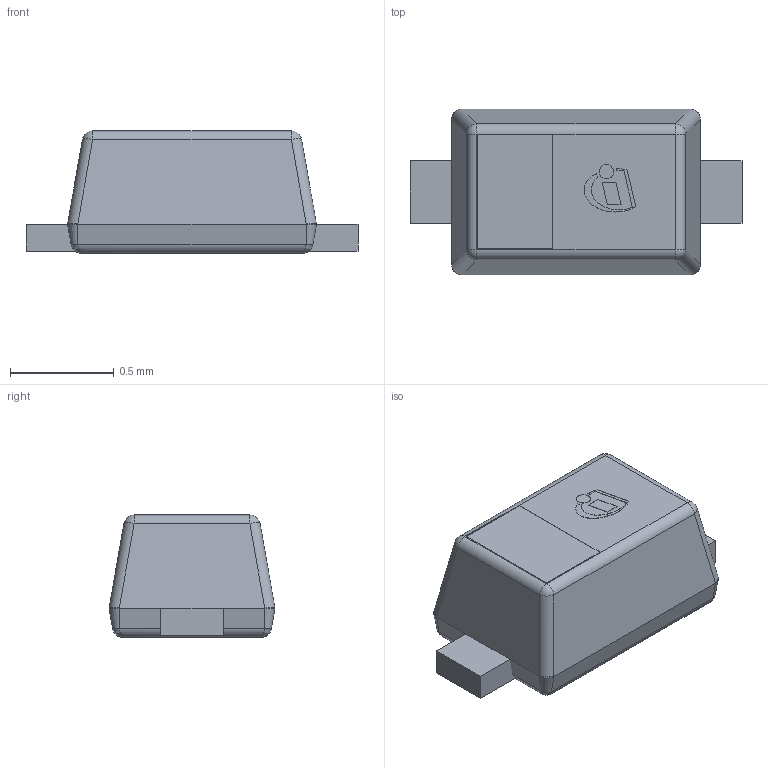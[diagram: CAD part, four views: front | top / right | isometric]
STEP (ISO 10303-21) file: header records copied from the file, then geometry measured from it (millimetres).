
FILE_DESCRIPTION(/* description */ (''),/* implementation_level */ '2;1');
FILE_NAME(/* name */ 'PG-SC79-2-1_Z8B00002529_V04_3D.stp',/* time_stamp */ '2020-06-22T18:18:49+06:00',/* author */ ('janartha'),/* organization */ (''),/* preprocessor_version */ 'ST-DEVELOPER v16.13',/* originating_system */ 'AutoCAD Mechanical',/* authorisation */ '');
FILE_SCHEMA (('AUTOMOTIVE_DESIGN { 1 0 10303 214 3 1 1 }'));
Length unit declared in the file: millimetre
Products named in the file (1): Product
Bounding box: 1.6 x 0.8 x 0.59 mm (x, y, z)
Volume: 0.5 mm3; surface area: 6.7 mm2
Topology: 8 solids, 8 shells, 99 faces, 226 edges, 140 vertices
Faces by surface type: plane 48, cylinder 35, cone 8, sphere 4, bspline 4
Full cylindrical faces by diameter (mm): 0.069 x1
Entity records: 2965 total; most frequent: CARTESIAN_POINT 693, DIRECTION 471, ORIENTED_EDGE 442, EDGE_CURVE 221, AXIS2_PLACEMENT_3D 166, VERTEX_POINT 140, LINE 139, VECTOR 139
